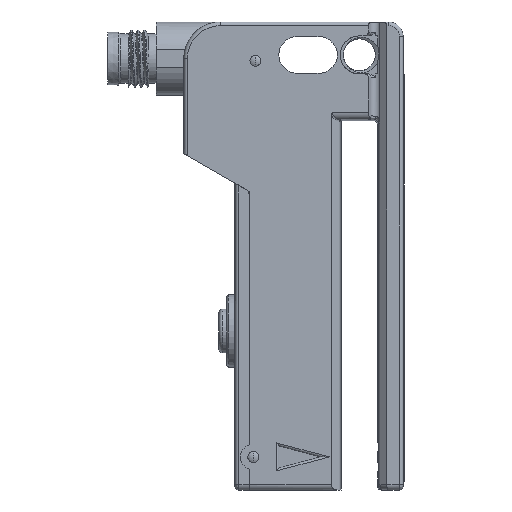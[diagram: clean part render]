
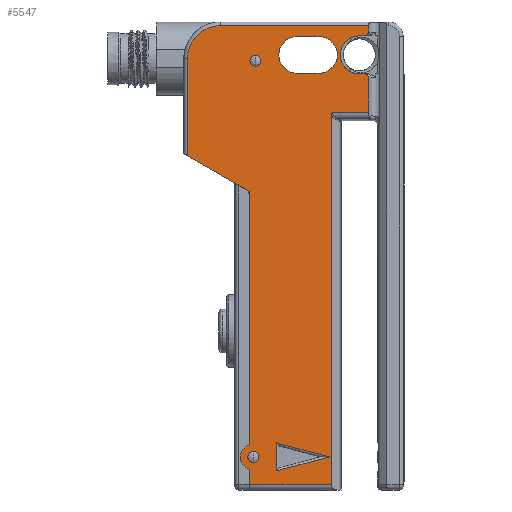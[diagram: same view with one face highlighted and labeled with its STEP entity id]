
A CAD part, left-side view. The second image highlights one B-rep face of the part: STEP entity #5547.
In plain terms, the highlighted planar face has unit normal (-1, 0, 0).
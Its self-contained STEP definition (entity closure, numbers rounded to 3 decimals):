
#1=DIRECTION('',(0.,-1.,0.));
#2=VECTOR('',#1,3.);
#3=CARTESIAN_POINT('',(-5.5,-0.5,30.));
#4=LINE('',#3,#2);
#5=CARTESIAN_POINT('',(-5.5,-0.5,27.5));
#6=DIRECTION('',(1.,0.,0.));
#7=DIRECTION('',(0.,0.,-1.));
#8=AXIS2_PLACEMENT_3D('',#5,#6,#7);
#10=DIRECTION('',(0.,1.,0.));
#11=VECTOR('',#10,3.);
#12=CARTESIAN_POINT('',(-5.5,-3.5,25.));
#13=LINE('',#12,#11);
#14=CARTESIAN_POINT('',(-5.5,-3.5,27.5));
#15=DIRECTION('',(1.,0.,0.));
#16=DIRECTION('',(0.,0.,1.));
#17=AXIS2_PLACEMENT_3D('',#14,#15,#16);
#40=DIRECTION('',(0.,1.,0.));
#41=VECTOR('',#40,4.946);
#42=CARTESIAN_POINT('',(-5.5,-10.25,19.658));
#43=LINE('',#42,#41);
#44=DIRECTION('',(0.,-1.,0.));
#45=VECTOR('',#44,11.2);
#46=CARTESIAN_POINT('',(-5.5,6.,-31.25));
#47=LINE('',#46,#45);
#48=DIRECTION('',(0.,0.,1.));
#49=VECTOR('',#48,2.073);
#50=CARTESIAN_POINT('',(-5.5,6.,-31.25));
#51=LINE('',#50,#49);
#52=CARTESIAN_POINT('',(-5.5,5.5,-27.5));
#53=DIRECTION('',(1.,0.,0.));
#54=DIRECTION('',(0.,0.286,-0.958));
#55=AXIS2_PLACEMENT_3D('',#52,#53,#54);
#57=DIRECTION('',(0.,0.,1.));
#58=VECTOR('',#57,34.623);
#59=CARTESIAN_POINT('',(-5.5,6.,-25.823));
#60=LINE('',#59,#58);
#61=DIRECTION('',(0.,0.866,0.5));
#62=VECTOR('',#61,9.815);
#63=CARTESIAN_POINT('',(-5.5,6.,8.8));
#64=LINE('',#63,#62);
#65=DIRECTION('',(0.,0.,-1.));
#66=VECTOR('',#65,13.293);
#67=CARTESIAN_POINT('',(-5.5,14.5,27.));
#68=LINE('',#67,#66);
#69=CARTESIAN_POINT('',(-5.5,10.,27.));
#70=DIRECTION('',(-1.,0.,0.));
#71=DIRECTION('',(0.,0.,1.));
#72=AXIS2_PLACEMENT_3D('',#69,#70,#71);
#74=DIRECTION('',(0.,1.,0.));
#75=VECTOR('',#74,20.25);
#76=CARTESIAN_POINT('',(-5.5,-10.25,31.5));
#77=LINE('',#76,#75);
#78=DIRECTION('',(0.,0.,-1.));
#79=VECTOR('',#78,0.9);
#80=CARTESIAN_POINT('',(-5.5,-10.25,31.5));
#81=LINE('',#80,#79);
#82=CARTESIAN_POINT('',(-5.5,-9.677,30.1));
#83=CARTESIAN_POINT('',(-5.5,-9.856,30.1));
#84=CARTESIAN_POINT('',(-5.5,-10.039,30.185));
#85=CARTESIAN_POINT('',(-5.5,-10.204,30.377));
#86=CARTESIAN_POINT('',(-5.5,-10.25,30.511));
#87=CARTESIAN_POINT('',(-5.5,-10.25,30.6));
#89=DIRECTION('',(0.,1.,0.));
#90=VECTOR('',#89,0.677);
#91=CARTESIAN_POINT('',(-5.5,-9.677,30.1));
#92=LINE('',#91,#90);
#93=CARTESIAN_POINT('',(-5.5,-9.,27.5));
#94=DIRECTION('',(-1.,0.,0.));
#95=DIRECTION('',(0.,0.,1.));
#96=AXIS2_PLACEMENT_3D('',#93,#94,#95);
#98=DIRECTION('',(0.,-1.,0.));
#99=VECTOR('',#98,0.677);
#100=CARTESIAN_POINT('',(-5.5,-9.,24.9));
#101=LINE('',#100,#99);
#102=CARTESIAN_POINT('',(-5.5,-10.25,24.4));
#103=CARTESIAN_POINT('',(-5.5,-10.25,24.489));
#104=CARTESIAN_POINT('',(-5.5,-10.204,24.623));
#105=CARTESIAN_POINT('',(-5.5,-10.039,24.815));
#106=CARTESIAN_POINT('',(-5.5,-9.856,24.9));
#107=CARTESIAN_POINT('',(-5.5,-9.677,24.9));
#109=DIRECTION('',(0.,0.,-1.));
#110=VECTOR('',#109,4.742);
#111=CARTESIAN_POINT('',(-5.5,-10.25,24.4));
#112=LINE('',#111,#110);
#113=CARTESIAN_POINT('',(-5.5,5.5,-27.5));
#114=DIRECTION('',(1.,0.,0.));
#115=DIRECTION('',(0.,0.,-1.));
#116=AXIS2_PLACEMENT_3D('',#113,#114,#115);
#118=CARTESIAN_POINT('',(-5.5,5.5,-27.5));
#119=DIRECTION('',(1.,0.,0.));
#120=DIRECTION('',(0.,0.,1.));
#121=AXIS2_PLACEMENT_3D('',#118,#119,#120);
#123=CARTESIAN_POINT('',(-5.5,5.2,26.7));
#124=DIRECTION('',(1.,0.,0.));
#125=DIRECTION('',(0.,0.,-1.));
#126=AXIS2_PLACEMENT_3D('',#123,#124,#125);
#128=CARTESIAN_POINT('',(-5.5,5.2,26.7));
#129=DIRECTION('',(1.,0.,0.));
#130=DIRECTION('',(0.,0.,1.));
#131=AXIS2_PLACEMENT_3D('',#128,#129,#130);
#133=DIRECTION('',(0.,0.,1.));
#134=VECTOR('',#133,3.816);
#135=CARTESIAN_POINT('',(-5.5,2.296,-29.384));
#136=LINE('',#135,#134);
#137=DIRECTION('',(0.,0.967,-0.256));
#138=VECTOR('',#137,7.449);
#139=CARTESIAN_POINT('',(-5.5,-4.905,-27.476));
#140=LINE('',#139,#138);
#141=DIRECTION('',(0.,-0.967,-0.256));
#142=VECTOR('',#141,7.449);
#143=CARTESIAN_POINT('',(-5.5,2.296,-25.568));
#144=LINE('',#143,#142);
#1268=CARTESIAN_POINT('',(-5.5,-10.25,19.658));
#1479=CARTESIAN_POINT('',(-5.5,-5.304,
19.658));
#1500=CARTESIAN_POINT('',(-5.5,-5.2,
19.236));
#1501=CARTESIAN_POINT('',(-5.5,-5.2,
19.308));
#1502=CARTESIAN_POINT('',(-5.5,-5.218,
19.45));
#1503=CARTESIAN_POINT('',(-5.5,-5.269,
19.589));
#1504=CARTESIAN_POINT('',(-5.5,-5.304,
19.658));
#1651=CARTESIAN_POINT('',(-5.5,-5.2,
19.236));
#1657=CARTESIAN_POINT('',(-5.5,-5.2,-31.25));
#1665=DIRECTION('',(0.,0.,1.));
#1666=VECTOR('',#1665,50.486);
#1667=CARTESIAN_POINT('',(-5.5,-5.2,-31.25));
#1668=LINE('',#1667,#1666);
#1938=CARTESIAN_POINT('',(-5.5,14.5,13.707));
#4805=CARTESIAN_POINT('',(-5.5,6.,-29.177));
#4806=CARTESIAN_POINT('',(-5.5,6.,-25.823));
#4807=VERTEX_POINT('',#4805);
#4808=VERTEX_POINT('',#4806);
#4809=CARTESIAN_POINT('',(-5.5,6.,8.8));
#4810=VERTEX_POINT('',#4809);
#4817=CARTESIAN_POINT('',(-5.5,-0.5,30.));
#4818=CARTESIAN_POINT('',(-5.5,-3.5,30.));
#4819=VERTEX_POINT('',#4817);
#4820=VERTEX_POINT('',#4818);
#4821=CARTESIAN_POINT('',(-5.5,-3.5,25.));
#4822=VERTEX_POINT('',#4821);
#4823=CARTESIAN_POINT('',(-5.5,-0.5,25.));
#4824=VERTEX_POINT('',#4823);
#4921=CARTESIAN_POINT('',(-5.5,-9.,30.1));
#4922=CARTESIAN_POINT('',(-5.5,-9.,24.9));
#4923=VERTEX_POINT('',#4921);
#4924=VERTEX_POINT('',#4922);
#4996=VERTEX_POINT('',#82);
#4997=VERTEX_POINT('',#87);
#5008=VERTEX_POINT('',#102);
#5009=VERTEX_POINT('',#107);
#5037=VERTEX_POINT('',#1657);
#5041=CARTESIAN_POINT('',(-5.5,6.,-31.25));
#5042=VERTEX_POINT('',#5041);
#5050=VERTEX_POINT('',#1938);
#5052=CARTESIAN_POINT('',(-5.5,14.5,27.));
#5053=VERTEX_POINT('',#5052);
#5054=CARTESIAN_POINT('',(-5.5,10.,31.5));
#5055=VERTEX_POINT('',#5054);
#5087=CARTESIAN_POINT('',(-5.5,-10.25,31.5));
#5088=VERTEX_POINT('',#5087);
#5105=VERTEX_POINT('',#1268);
#5189=VERTEX_POINT('',#1479);
#5191=VERTEX_POINT('',#1651);
#5226=CARTESIAN_POINT('',(-5.5,5.5,-28.25));
#5227=CARTESIAN_POINT('',(-5.5,5.5,-26.75));
#5228=VERTEX_POINT('',#5226);
#5229=VERTEX_POINT('',#5227);
#5234=CARTESIAN_POINT('',(-5.5,5.2,25.95));
#5235=CARTESIAN_POINT('',(-5.5,5.2,27.45));
#5236=VERTEX_POINT('',#5234);
#5237=VERTEX_POINT('',#5235);
#5424=CARTESIAN_POINT('',(-5.5,2.296,-29.384));
#5425=CARTESIAN_POINT('',(-5.5,2.296,-25.568));
#5426=VERTEX_POINT('',#5424);
#5427=VERTEX_POINT('',#5425);
#5428=CARTESIAN_POINT('',(-5.5,-4.905,-27.476));
#5429=VERTEX_POINT('',#5428);
#5474=CARTESIAN_POINT('',(-5.5,0.,0.));
#5475=DIRECTION('',(1.,0.,0.));
#5476=DIRECTION('',(0.,0.,-1.));
#5477=AXIS2_PLACEMENT_3D('',#5474,#5475,#5476);
#5478=PLANE('',#5477);
#5480=ORIENTED_EDGE('',*,*,#5479,.T.);
#5482=ORIENTED_EDGE('',*,*,#5481,.F.);
#5484=ORIENTED_EDGE('',*,*,#5483,.F.);
#5486=ORIENTED_EDGE('',*,*,#5485,.F.);
#5488=ORIENTED_EDGE('',*,*,#5487,.T.);
#5490=ORIENTED_EDGE('',*,*,#5489,.T.);
#5492=ORIENTED_EDGE('',*,*,#5491,.T.);
#5494=ORIENTED_EDGE('',*,*,#5493,.T.);
#5496=ORIENTED_EDGE('',*,*,#5495,.F.);
#5498=ORIENTED_EDGE('',*,*,#5497,.F.);
#5500=ORIENTED_EDGE('',*,*,#5499,.F.);
#5502=ORIENTED_EDGE('',*,*,#5501,.T.);
#5504=ORIENTED_EDGE('',*,*,#5503,.F.);
#5506=ORIENTED_EDGE('',*,*,#5505,.T.);
#5508=ORIENTED_EDGE('',*,*,#5507,.T.);
#5510=ORIENTED_EDGE('',*,*,#5509,.T.);
#5512=ORIENTED_EDGE('',*,*,#5511,.F.);
#5514=ORIENTED_EDGE('',*,*,#5513,.T.);
#5515=EDGE_LOOP('',(#5480,#5482,#5484,#5486,#5488,#5490,#5492,#5494,#5496,#5498,
#5500,#5502,#5504,#5506,#5508,#5510,#5512,#5514));
#5516=FACE_OUTER_BOUND('',#5515,.F.);
#5518=ORIENTED_EDGE('',*,*,#5517,.F.);
#5520=ORIENTED_EDGE('',*,*,#5519,.F.);
#5522=ORIENTED_EDGE('',*,*,#5521,.F.);
#5524=ORIENTED_EDGE('',*,*,#5523,.F.);
#5525=EDGE_LOOP('',(#5518,#5520,#5522,#5524));
#5526=FACE_BOUND('',#5525,.F.);
#5528=ORIENTED_EDGE('',*,*,#5527,.F.);
#5530=ORIENTED_EDGE('',*,*,#5529,.F.);
#5531=EDGE_LOOP('',(#5528,#5530));
#5532=FACE_BOUND('',#5531,.F.);
#5534=ORIENTED_EDGE('',*,*,#5533,.F.);
#5536=ORIENTED_EDGE('',*,*,#5535,.F.);
#5537=EDGE_LOOP('',(#5534,#5536));
#5538=FACE_BOUND('',#5537,.F.);
#5540=ORIENTED_EDGE('',*,*,#5539,.F.);
#5542=ORIENTED_EDGE('',*,*,#5541,.F.);
#5544=ORIENTED_EDGE('',*,*,#5543,.F.);
#5545=EDGE_LOOP('',(#5540,#5542,#5544));
#5546=FACE_BOUND('',#5545,.F.);
#5547=ADVANCED_FACE('',(#5516,#5526,#5532,#5538,#5546),#5478,.F.);
#9=CIRCLE('',#8,2.5);
#18=CIRCLE('',#17,2.5);
#56=CIRCLE('',#55,1.75);
#73=CIRCLE('',#72,4.5);
#88=B_SPLINE_CURVE_WITH_KNOTS('',3,(#82,#83,#84,#85,#86,#87),.UNSPECIFIED.,.F.,
.F.,(4,1,1,4),(0.,0.5,0.75,1.),.UNSPECIFIED.);
#97=CIRCLE('',#96,2.6);
#108=B_SPLINE_CURVE_WITH_KNOTS('',3,(#102,#103,#104,#105,#106,#107),
.UNSPECIFIED.,.F.,.F.,(4,1,1,4),(0.,0.25,0.5,1.),.UNSPECIFIED.);
#117=CIRCLE('',#116,0.75);
#122=CIRCLE('',#121,0.75);
#127=CIRCLE('',#126,0.75);
#132=CIRCLE('',#131,0.75);
#1505=B_SPLINE_CURVE_WITH_KNOTS('',3,(#1500,#1501,#1502,#1503,#1504),
.UNSPECIFIED.,.F.,.F.,(4,1,4),(0.,0.5,1.),.UNSPECIFIED.);
#5479=EDGE_CURVE('',#5105,#5189,#43,.T.);
#5481=EDGE_CURVE('',#5191,#5189,#1505,.T.);
#5483=EDGE_CURVE('',#5037,#5191,#1668,.T.);
#5485=EDGE_CURVE('',#5042,#5037,#47,.T.);
#5487=EDGE_CURVE('',#5042,#4807,#51,.T.);
#5489=EDGE_CURVE('',#4807,#4808,#56,.T.);
#5491=EDGE_CURVE('',#4808,#4810,#60,.T.);
#5493=EDGE_CURVE('',#4810,#5050,#64,.T.);
#5495=EDGE_CURVE('',#5053,#5050,#68,.T.);
#5497=EDGE_CURVE('',#5055,#5053,#73,.T.);
#5499=EDGE_CURVE('',#5088,#5055,#77,.T.);
#5501=EDGE_CURVE('',#5088,#4997,#81,.T.);
#5503=EDGE_CURVE('',#4996,#4997,#88,.T.);
#5505=EDGE_CURVE('',#4996,#4923,#92,.T.);
#5507=EDGE_CURVE('',#4923,#4924,#97,.T.);
#5509=EDGE_CURVE('',#4924,#5009,#101,.T.);
#5511=EDGE_CURVE('',#5008,#5009,#108,.T.);
#5513=EDGE_CURVE('',#5008,#5105,#112,.T.);
#5517=EDGE_CURVE('',#4819,#4820,#4,.T.);
#5519=EDGE_CURVE('',#4824,#4819,#9,.T.);
#5521=EDGE_CURVE('',#4822,#4824,#13,.T.);
#5523=EDGE_CURVE('',#4820,#4822,#18,.T.);
#5527=EDGE_CURVE('',#5228,#5229,#117,.T.);
#5529=EDGE_CURVE('',#5229,#5228,#122,.T.);
#5533=EDGE_CURVE('',#5236,#5237,#127,.T.);
#5535=EDGE_CURVE('',#5237,#5236,#132,.T.);
#5539=EDGE_CURVE('',#5426,#5427,#136,.T.);
#5541=EDGE_CURVE('',#5429,#5426,#140,.T.);
#5543=EDGE_CURVE('',#5427,#5429,#144,.T.);
